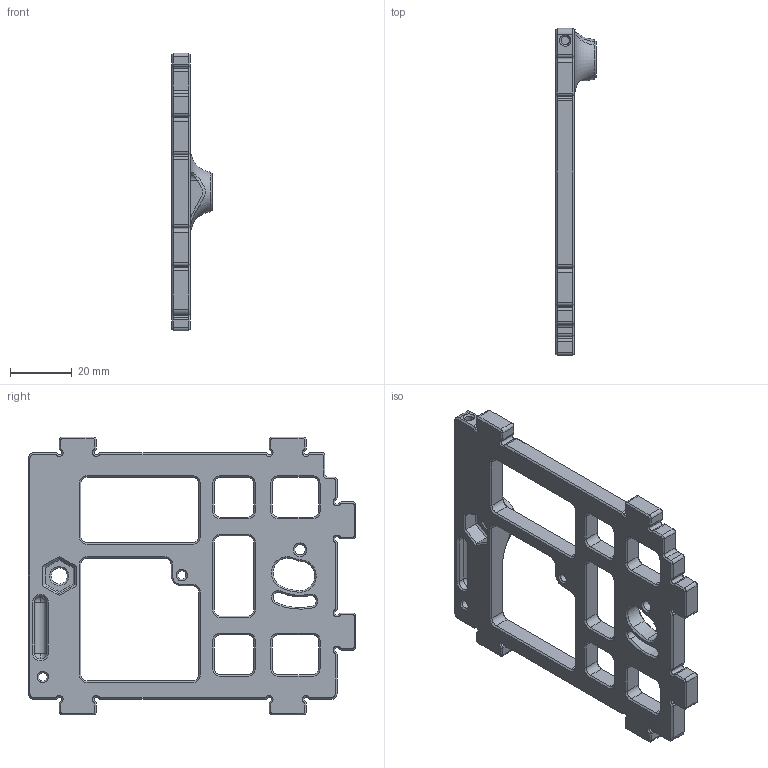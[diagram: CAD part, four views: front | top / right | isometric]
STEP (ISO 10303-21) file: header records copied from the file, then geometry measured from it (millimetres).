
FILE_DESCRIPTION(/* description */ (''),/* implementation_level */ '2;1');
FILE_NAME(/* name */ 'Motor Plate (90 Deg).step',/* time_stamp */ '2023-09-26T13:37:39-05:00',/* author */ (''),/* organization */ (''),/* preprocessor_version */ 'ST-DEVELOPER v20',/* originating_system */ 'Autodesk Translation Framework v12.9.0.99',/* authorisation */ '');
FILE_SCHEMA (('AUTOMOTIVE_DESIGN { 1 0 10303 214 3 1 1 }'));
Length unit declared in the file: millimetre
Products named in the file (1): Motor Plate (90 Deg)
Bounding box: 13 x 106 x 90 mm (x, y, z)
Volume: 29282.9 mm3; surface area: 16238.6 mm2
Topology: 1 solids, 1 shells, 540 faces, 1259 edges, 723 vertices
Faces by surface type: plane 209, cone 197, cylinder 102, bspline 27, sphere 4, torus 1
Full cylindrical faces by diameter (mm): 2.7 x4, 3.4 x1, 5.2 x1
Entity records: 15708 total; most frequent: CARTESIAN_POINT 3313, DIRECTION 2652, ORIENTED_EDGE 2518, EDGE_CURVE 1259, AXIS2_PLACEMENT_3D 928, LINE 796, VECTOR 796, VERTEX_POINT 723
